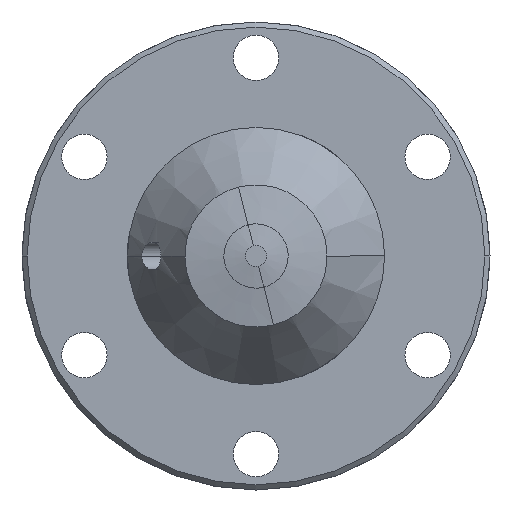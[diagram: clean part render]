
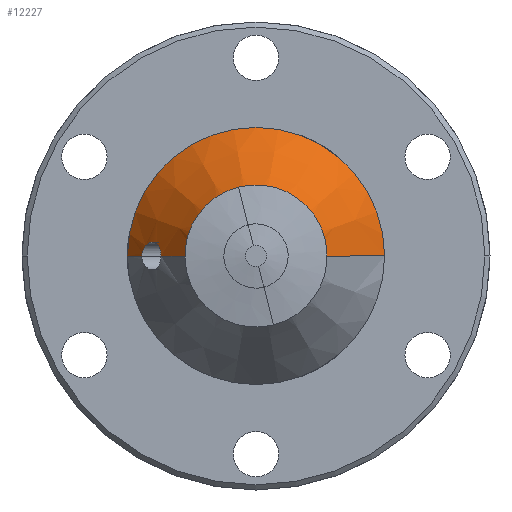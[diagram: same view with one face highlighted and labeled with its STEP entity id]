
A CAD part, left-side view. The second image highlights one B-rep face of the part: STEP entity #12227.
In plain terms, the highlighted conical face has half-angle 35 degrees and reference radius 8.735 mm.
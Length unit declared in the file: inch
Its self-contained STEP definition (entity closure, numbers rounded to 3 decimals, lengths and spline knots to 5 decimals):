
#512 = LINE ( 'NONE', #8580, #856 ) ;
#547 = LINE ( 'NONE', #12851, #596 ) ;
#590 = VECTOR ( 'NONE', #12934, 39.37008 ) ;
#596 = VECTOR ( 'NONE', #12815, 39.37008 ) ;
#759 = CIRCLE ( 'NONE', #1519, 0.75 ) ;
#761 = CIRCLE ( 'NONE', #1514, 0.34388 ) ;
#845 = LINE ( 'NONE', #12514, #590 ) ;
#856 = VECTOR ( 'NONE', #8579, 39.37008 ) ;
#1514 = AXIS2_PLACEMENT_3D ( 'NONE', #12862, #12856, #12854 ) ;
#1519 = AXIS2_PLACEMENT_3D ( 'NONE', #8635, #12845, #12837 ) ;
#1899 = FACE_OUTER_BOUND ( 'NONE', #7919, .T. ) ;
#1900 = CONICAL_SURFACE ( 'NONE', #7399, 0.34388, 0.611 ) ;
#3673 = ORIENTED_EDGE ( 'NONE', *, *, #6511, .T. ) ;
#3674 = ORIENTED_EDGE ( 'NONE', *, *, #6513, .F. ) ;
#3675 = ORIENTED_EDGE ( 'NONE', *, *, #6514, .T. ) ;
#3676 = ORIENTED_EDGE ( 'NONE', *, *, #6516, .F. ) ;
#3677 = ORIENTED_EDGE ( 'NONE', *, *, #6519, .F. ) ;
#3678 = ORIENTED_EDGE ( 'NONE', *, *, #6524, .F. ) ;
#5071 = CARTESIAN_POINT ( 'NONE',  ( -6.53, 0., 0. ) ) ;
#5082 = DIRECTION ( 'NONE',  ( 1., 0., 0. ) ) ;
#5083 = DIRECTION ( 'NONE',  ( 0., 1., 0. ) ) ;
#5857 = CARTESIAN_POINT ( 'NONE',  ( -6.2295, 0.55429, 0. ) ) ;
#5897 = CARTESIAN_POINT ( 'NONE',  ( -6.53, -0.34388, 0. ) ) ;
#5924 = CARTESIAN_POINT ( 'NONE',  ( -6.0705, 0.66562, 0. ) ) ;
#5939 = CARTESIAN_POINT ( 'NONE',  ( -5.95, 0.75, 0. ) ) ;
#5951 = CARTESIAN_POINT ( 'NONE',  ( -5.95, -0.75, 0. ) ) ;
#5971 = CARTESIAN_POINT ( 'NONE',  ( -6.53, 0.34388, 0. ) ) ;
#6511 = EDGE_CURVE ( 'NONE', #10499, #10454, #512, .T. ) ;
#6513 = EDGE_CURVE ( 'NONE', #10499, #10436, #761, .T. ) ;
#6514 = EDGE_CURVE ( 'NONE', #10454, #10464, #759, .T. ) ;
#6516 = EDGE_CURVE ( 'NONE', #10477, #10464, #547, .T. ) ;
#6519 = EDGE_CURVE ( 'NONE', #10533, #10477, #9893, .T. ) ;
#6524 = EDGE_CURVE ( 'NONE', #10436, #10533, #845, .T. ) ;
#7399 = AXIS2_PLACEMENT_3D ( 'NONE', #5071, #5082, #5083 ) ;
#7919 = EDGE_LOOP ( 'NONE', ( #3674, #3673, #3675, #3676, #3677, #3678 ) ) ;
#8579 = DIRECTION ( 'NONE',  ( 0.819, -0.574, 0. ) ) ;
#8580 = CARTESIAN_POINT ( 'NONE',  ( -6.53, -0.34388, 0. ) ) ;
#8635 = CARTESIAN_POINT ( 'NONE',  ( -5.95, 0., 0. ) ) ;
#9893 = B_SPLINE_CURVE_WITH_KNOTS ( 'NONE', 3,
 ( #12752, #12613, #12605, #12604, #12602, #12600, #12596, #12591, #12588, #12582, #12576, #12569, #12562, #12560, #12555, #12554, #12552, #12551, #12544, #12541, #12539, #12537, #12528, #12525, #12522, #12520, #12517, #12515 ),
 .UNSPECIFIED., .F., .F.,
 ( 4, 2, 2, 2, 2, 2, 2, 2, 2, 2, 2, 2, 2, 4 ),
 ( 0.00588, 0.00632, 0.00676, 0.0072, 0.00763, 0.00939, 0.00982, 0.01026, 0.0107, 0.01114, 0.01158, 0.01202, 0.01245, 0.01289 ),
 .UNSPECIFIED. ) ;
#10436 = VERTEX_POINT ( 'NONE', #5971 ) ;
#10454 = VERTEX_POINT ( 'NONE', #5951 ) ;
#10464 = VERTEX_POINT ( 'NONE', #5939 ) ;
#10477 = VERTEX_POINT ( 'NONE', #5924 ) ;
#10499 = VERTEX_POINT ( 'NONE', #5897 ) ;
#10533 = VERTEX_POINT ( 'NONE', #5857 ) ;
#12227 = ADVANCED_FACE ( 'NONE', ( #1899 ), #1900, .T. ) ;
#12514 = CARTESIAN_POINT ( 'NONE',  ( -6.53, 0.34388, 0. ) ) ;
#12515 = CARTESIAN_POINT ( 'NONE',  ( -6.0705, 0.66562, 0. ) ) ;
#12517 = CARTESIAN_POINT ( 'NONE',  ( -6.0705, 0.66562, 0.00583 ) ) ;
#12520 = CARTESIAN_POINT ( 'NONE',  ( -6.07113, 0.6651, 0.01154 ) ) ;
#12522 = CARTESIAN_POINT ( 'NONE',  ( -6.0736, 0.66309, 0.02271 ) ) ;
#12525 = CARTESIAN_POINT ( 'NONE',  ( -6.07544, 0.66159, 0.02812 ) ) ;
#12528 = CARTESIAN_POINT ( 'NONE',  ( -6.08, 0.65789, 0.03809 ) ) ;
#12537 = CARTESIAN_POINT ( 'NONE',  ( -6.08279, 0.65564, 0.04278 ) ) ;
#12539 = CARTESIAN_POINT ( 'NONE',  ( -6.08899, 0.65068, 0.05123 ) ) ;
#12541 = CARTESIAN_POINT ( 'NONE',  ( -6.0924, 0.64797, 0.05502 ) ) ;
#12544 = CARTESIAN_POINT ( 'NONE',  ( -6.09979, 0.64216, 0.06184 ) ) ;
#12551 = CARTESIAN_POINT ( 'NONE',  ( -6.10376, 0.63906, 0.06485 ) ) ;
#12552 = CARTESIAN_POINT ( 'NONE',  ( -6.11194, 0.63276, 0.06997 ) ) ;
#12554 = CARTESIAN_POINT ( 'NONE',  ( -6.11619, 0.62952, 0.07211 ) ) ;
#12555 = CARTESIAN_POINT ( 'NONE',  ( -6.12497, 0.62292, 0.07561 ) ) ;
#12560 = CARTESIAN_POINT ( 'NONE',  ( -6.12955, 0.61952, 0.07697 ) ) ;
#12562 = CARTESIAN_POINT ( 'NONE',  ( -6.13878, 0.61276, 0.07885 ) ) ;
#12569 = CARTESIAN_POINT ( 'NONE',  ( -6.14345, 0.6094, 0.07937 ) ) ;
#12576 = CARTESIAN_POINT ( 'NONE',  ( -6.16699, 0.5927, 0.07992 ) ) ;
#12582 = CARTESIAN_POINT ( 'NONE',  ( -6.18678, 0.5797, 0.0736 ) ) ;
#12588 = CARTESIAN_POINT ( 'NONE',  ( -6.20664, 0.56755, 0.05604 ) ) ;
#12591 = CARTESIAN_POINT ( 'NONE',  ( -6.21031, 0.56535, 0.05208 ) ) ;
#12596 = CARTESIAN_POINT ( 'NONE',  ( -6.21686, 0.56149, 0.04335 ) ) ;
#12600 = CARTESIAN_POINT ( 'NONE',  ( -6.21978, 0.5598, 0.0385 ) ) ;
#12602 = CARTESIAN_POINT ( 'NONE',  ( -6.22451, 0.55709, 0.02829 ) ) ;
#12604 = CARTESIAN_POINT ( 'NONE',  ( -6.22637, 0.55605, 0.02284 ) ) ;
#12605 = CARTESIAN_POINT ( 'NONE',  ( -6.22887, 0.55464, 0.01154 ) ) ;
#12613 = CARTESIAN_POINT ( 'NONE',  ( -6.2295, 0.55429, 0.00581 ) ) ;
#12752 = CARTESIAN_POINT ( 'NONE',  ( -6.2295, 0.55429, 0. ) ) ;
#12815 = DIRECTION ( 'NONE',  ( 0.819, 0.574, 0. ) ) ;
#12837 = DIRECTION ( 'NONE',  ( 0., -1., 0. ) ) ;
#12845 = DIRECTION ( 'NONE',  ( -1., 0., 0. ) ) ;
#12851 = CARTESIAN_POINT ( 'NONE',  ( -6.53, 0.34388, 0. ) ) ;
#12854 = DIRECTION ( 'NONE',  ( 0., -1., 0. ) ) ;
#12856 = DIRECTION ( 'NONE',  ( -1., 0., 0. ) ) ;
#12862 = CARTESIAN_POINT ( 'NONE',  ( -6.53, 0., 0. ) ) ;
#12934 = DIRECTION ( 'NONE',  ( 0.819, 0.574, 0. ) ) ;
